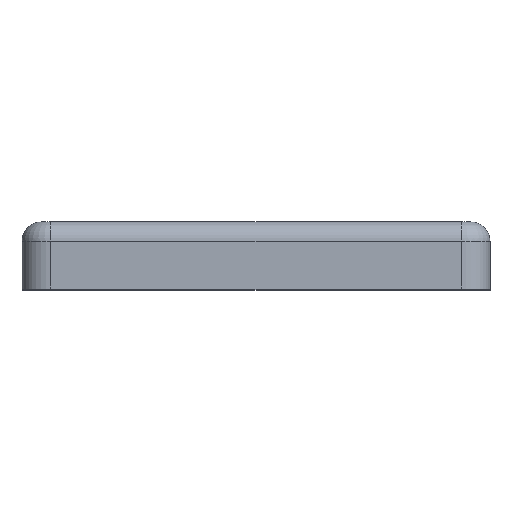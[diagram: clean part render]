
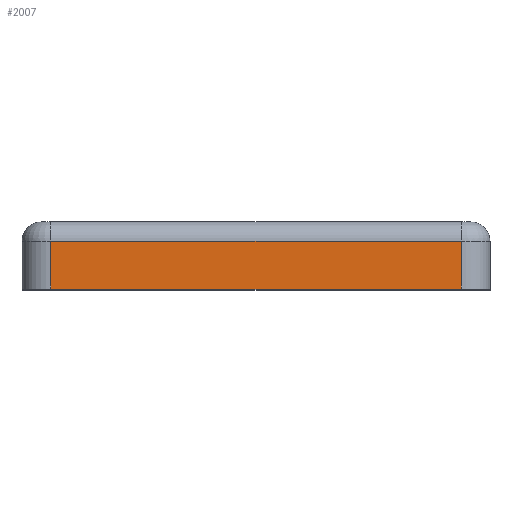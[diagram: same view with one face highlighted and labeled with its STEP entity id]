
A CAD part, top view. The second image highlights one B-rep face of the part: STEP entity #2007.
In plain terms, the highlighted planar face has unit normal (0, 0, 1).
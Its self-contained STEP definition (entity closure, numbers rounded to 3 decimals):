
#86 = LINE ( 'NONE', #428, #2367 ) ;
#187 = AXIS2_PLACEMENT_3D ( 'NONE', #1033, #1420, #2404 ) ;
#190 = CARTESIAN_POINT ( 'NONE',  ( 10.7, -3.5, 15. ) ) ;
#246 = VECTOR ( 'NONE', #390, 1000. ) ;
#390 = DIRECTION ( 'NONE',  ( 1., 0., 0. ) ) ;
#428 = CARTESIAN_POINT ( 'NONE',  ( 10.7, 0., 15. ) ) ;
#520 = CARTESIAN_POINT ( 'NONE',  ( -10.7, -1., 15. ) ) ;
#523 = VERTEX_POINT ( 'NONE', #1305 ) ;
#582 = CARTESIAN_POINT ( 'NONE',  ( -10.7, 0., 15. ) ) ;
#638 = PLANE ( 'NONE',  #187 ) ;
#661 = EDGE_CURVE ( 'NONE', #1311, #689, #708, .T. ) ;
#678 = ORIENTED_EDGE ( 'NONE', *, *, #817, .F. ) ;
#689 = VERTEX_POINT ( 'NONE', #190 ) ;
#708 = LINE ( 'NONE', #2334, #246 ) ;
#817 = EDGE_CURVE ( 'NONE', #1613, #523, #1052, .T. ) ;
#1033 = CARTESIAN_POINT ( 'NONE',  ( -10.7, 0., 15. ) ) ;
#1052 = LINE ( 'NONE', #520, #2093 ) ;
#1061 = EDGE_CURVE ( 'NONE', #1613, #1311, #1935, .T. ) ;
#1111 = ORIENTED_EDGE ( 'NONE', *, *, #2454, .F. ) ;
#1305 = CARTESIAN_POINT ( 'NONE',  ( 10.7, -1., 15. ) ) ;
#1311 = VERTEX_POINT ( 'NONE', #1439 ) ;
#1384 = ORIENTED_EDGE ( 'NONE', *, *, #1061, .T. ) ;
#1420 = DIRECTION ( 'NONE',  ( 0., 0., 1. ) ) ;
#1439 = CARTESIAN_POINT ( 'NONE',  ( -10.7, -3.5, 15. ) ) ;
#1500 = FACE_OUTER_BOUND ( 'NONE', #2493, .T. ) ;
#1551 = DIRECTION ( 'NONE',  ( 0., -1., 0. ) ) ;
#1613 = VERTEX_POINT ( 'NONE', #2329 ) ;
#1878 = DIRECTION ( 'NONE',  ( 1., 0., 0. ) ) ;
#1935 = LINE ( 'NONE', #582, #2154 ) ;
#2007 = ADVANCED_FACE ( 'NONE', ( #1500 ), #638, .T. ) ;
#2093 = VECTOR ( 'NONE', #1878, 1000. ) ;
#2154 = VECTOR ( 'NONE', #1551, 1000. ) ;
#2168 = DIRECTION ( 'NONE',  ( 0., -1., 0. ) ) ;
#2207 = ORIENTED_EDGE ( 'NONE', *, *, #661, .T. ) ;
#2329 = CARTESIAN_POINT ( 'NONE',  ( -10.7, -1., 15. ) ) ;
#2334 = CARTESIAN_POINT ( 'NONE',  ( -10.7, -3.5, 15. ) ) ;
#2367 = VECTOR ( 'NONE', #2168, 1000. ) ;
#2404 = DIRECTION ( 'NONE',  ( 1., 0., 0. ) ) ;
#2454 = EDGE_CURVE ( 'NONE', #523, #689, #86, .T. ) ;
#2493 = EDGE_LOOP ( 'NONE', ( #2207, #1111, #678, #1384 ) ) ;
